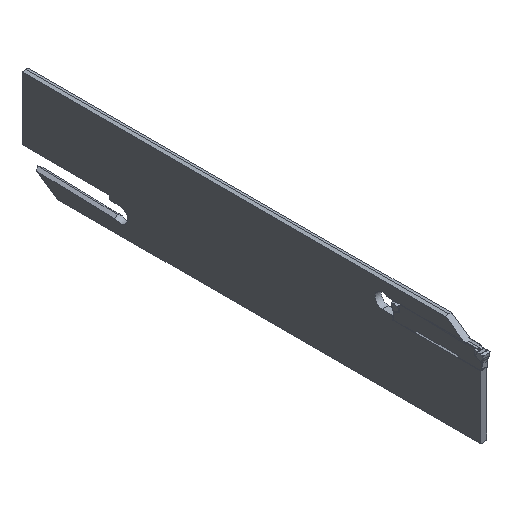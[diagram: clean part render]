
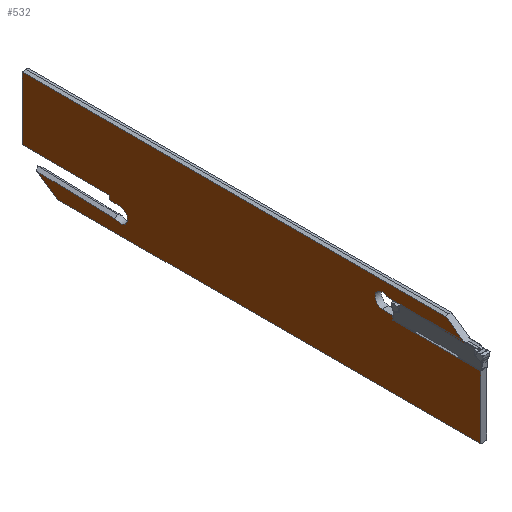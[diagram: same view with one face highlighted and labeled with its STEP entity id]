
A CAD part, isometric view. The second image highlights one B-rep face of the part: STEP entity #532.
In plain terms, the highlighted planar face has unit normal (-1, 0, 0).
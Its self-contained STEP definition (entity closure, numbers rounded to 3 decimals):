
#137=PLANE('',#4294);
#532=ADVANCED_FACE('',(#846),#137,.F.);
#846=FACE_OUTER_BOUND('',#1094,.T.);
#1094=EDGE_LOOP('',(#2719,#2720,#2721,#2722,#2723,#2724,#2725,#2726,#2727,
#2728,#2729,#2730,#2731,#2732,#2733,#2734));
#1219=CIRCLE('',#4292,2.);
#1220=CIRCLE('',#4293,2.);
#1369=LINE('',#9328,#1567);
#1370=LINE('',#9330,#1568);
#1371=LINE('',#9332,#1569);
#1372=LINE('',#9334,#1570);
#1373=LINE('',#9336,#1571);
#1374=LINE('',#9338,#1572);
#1375=LINE('',#9340,#1573);
#1376=LINE('',#9344,#1574);
#1377=LINE('',#9346,#1575);
#1378=LINE('',#9348,#1576);
#1379=LINE('',#9350,#1577);
#1380=LINE('',#9352,#1578);
#1381=LINE('',#9354,#1579);
#1382=LINE('',#9356,#1580);
#1567=VECTOR('',#4931,1.);
#1568=VECTOR('',#4932,1.);
#1569=VECTOR('',#4933,1.);
#1570=VECTOR('',#4934,1.);
#1571=VECTOR('',#4935,1.);
#1572=VECTOR('',#4936,1.);
#1573=VECTOR('',#4937,1.);
#1574=VECTOR('',#4940,1.);
#1575=VECTOR('',#4941,1.);
#1576=VECTOR('',#4942,1.);
#1577=VECTOR('',#4943,1.);
#1578=VECTOR('',#4944,1.);
#1579=VECTOR('',#4945,1.);
#1580=VECTOR('',#4946,1.);
#2719=ORIENTED_EDGE('',*,*,#3765,.T.);
#2720=ORIENTED_EDGE('',*,*,#3766,.T.);
#2721=ORIENTED_EDGE('',*,*,#3767,.T.);
#2722=ORIENTED_EDGE('',*,*,#3768,.F.);
#2723=ORIENTED_EDGE('',*,*,#3769,.F.);
#2724=ORIENTED_EDGE('',*,*,#3770,.T.);
#2725=ORIENTED_EDGE('',*,*,#3771,.F.);
#2726=ORIENTED_EDGE('',*,*,#3772,.T.);
#2727=ORIENTED_EDGE('',*,*,#3773,.T.);
#2728=ORIENTED_EDGE('',*,*,#3774,.T.);
#2729=ORIENTED_EDGE('',*,*,#3775,.T.);
#2730=ORIENTED_EDGE('',*,*,#3776,.T.);
#2731=ORIENTED_EDGE('',*,*,#3777,.F.);
#2732=ORIENTED_EDGE('',*,*,#3778,.T.);
#2733=ORIENTED_EDGE('',*,*,#3779,.F.);
#2734=ORIENTED_EDGE('',*,*,#3780,.T.);
#3175=VERTEX_POINT('',#9326);
#3176=VERTEX_POINT('',#9327);
#3177=VERTEX_POINT('',#9329);
#3178=VERTEX_POINT('',#9331);
#3179=VERTEX_POINT('',#9333);
#3180=VERTEX_POINT('',#9335);
#3181=VERTEX_POINT('',#9337);
#3182=VERTEX_POINT('',#9339);
#3183=VERTEX_POINT('',#9341);
#3184=VERTEX_POINT('',#9343);
#3185=VERTEX_POINT('',#9345);
#3186=VERTEX_POINT('',#9347);
#3187=VERTEX_POINT('',#9349);
#3188=VERTEX_POINT('',#9351);
#3189=VERTEX_POINT('',#9353);
#3190=VERTEX_POINT('',#9355);
#3765=EDGE_CURVE('',#3175,#3176,#1219,.T.);
#3766=EDGE_CURVE('',#3176,#3177,#1369,.T.);
#3767=EDGE_CURVE('',#3177,#3178,#1370,.T.);
#3768=EDGE_CURVE('',#3179,#3178,#1371,.T.);
#3769=EDGE_CURVE('',#3180,#3179,#1372,.T.);
#3770=EDGE_CURVE('',#3180,#3181,#1373,.T.);
#3771=EDGE_CURVE('',#3182,#3181,#1374,.T.);
#3772=EDGE_CURVE('',#3182,#3183,#1375,.T.);
#3773=EDGE_CURVE('',#3183,#3184,#1220,.T.);
#3774=EDGE_CURVE('',#3184,#3185,#1376,.T.);
#3775=EDGE_CURVE('',#3185,#3186,#1377,.T.);
#3776=EDGE_CURVE('',#3186,#3187,#1378,.T.);
#3777=EDGE_CURVE('',#3188,#3187,#1379,.T.);
#3778=EDGE_CURVE('',#3188,#3189,#1380,.T.);
#3779=EDGE_CURVE('',#3190,#3189,#1381,.T.);
#3780=EDGE_CURVE('',#3190,#3175,#1382,.T.);
#4292=AXIS2_PLACEMENT_3D('',#9325,#4929,#4930);
#4293=AXIS2_PLACEMENT_3D('',#9342,#4938,#4939);
#4294=AXIS2_PLACEMENT_3D('',#9357,#4947,#4948);
#4929=DIRECTION('',(1.,0.,0.));
#4930=DIRECTION('',(0.,0.,1.));
#4931=DIRECTION('',(0.,1.,0.026));
#4932=DIRECTION('',(0.,-0.819,-0.574));
#4933=DIRECTION('',(0.,1.,0.));
#4934=DIRECTION('',(0.,0.,-1.));
#4935=DIRECTION('',(0.,1.,0.));
#4936=DIRECTION('',(0.,0.,-1.));
#4937=DIRECTION('',(0.,1.,0.026));
#4938=DIRECTION('',(1.,0.,0.));
#4939=DIRECTION('',(0.,0.,-1.));
#4940=DIRECTION('',(0.,-1.,-0.026));
#4941=DIRECTION('',(0.,0.819,0.574));
#4942=DIRECTION('',(0.,1.,0.));
#4943=DIRECTION('',(0.,0.,1.));
#4944=DIRECTION('',(0.,-1.,0.));
#4945=DIRECTION('',(0.,0.,1.));
#4946=DIRECTION('',(0.,-1.,-0.026));
#4947=DIRECTION('',(1.,0.,0.));
#4948=DIRECTION('',(0.,0.,-1.));
#9325=CARTESIAN_POINT('',(0.,35.52,5.299));
#9326=CARTESIAN_POINT('',(0.,35.468,7.299));
#9327=CARTESIAN_POINT('',(0.,36.703,3.687));
#9328=CARTESIAN_POINT('',(0.,61.998,4.349));
#9329=CARTESIAN_POINT('',(0.,58.095,4.247));
#9330=CARTESIAN_POINT('',(0.,57.6,3.9));
#9331=CARTESIAN_POINT('',(0.,52.681,0.456));
#9332=CARTESIAN_POINT('',(0.,-62.1,0.456));
#9333=CARTESIAN_POINT('',(0.,-62.1,0.456));
#9334=CARTESIAN_POINT('',(0.,-62.1,25.544));
#9335=CARTESIAN_POINT('',(0.,-62.1,17.514));
#9336=CARTESIAN_POINT('',(0.,-62.1,17.514));
#9337=CARTESIAN_POINT('',(0.,-38.37,17.514));
#9338=CARTESIAN_POINT('',(0.,-38.37,25.544));
#9339=CARTESIAN_POINT('',(0.,-38.37,18.625));
#9340=CARTESIAN_POINT('',(0.,-61.903,18.009));
#9341=CARTESIAN_POINT('',(0.,-35.468,18.701));
#9342=CARTESIAN_POINT('',(0.,-35.52,20.701));
#9343=CARTESIAN_POINT('',(0.,-36.703,22.313));
#9344=CARTESIAN_POINT('',(0.,-61.998,21.651));
#9345=CARTESIAN_POINT('',(0.,-58.095,21.753));
#9346=CARTESIAN_POINT('',(0.,-57.6,22.1));
#9347=CARTESIAN_POINT('',(0.,-52.681,25.544));
#9348=CARTESIAN_POINT('',(0.,-62.1,25.544));
#9349=CARTESIAN_POINT('',(0.,62.1,25.544));
#9350=CARTESIAN_POINT('',(0.,62.1,0.456));
#9351=CARTESIAN_POINT('',(0.,62.1,8.486));
#9352=CARTESIAN_POINT('',(0.,62.1,8.486));
#9353=CARTESIAN_POINT('',(0.,38.37,8.486));
#9354=CARTESIAN_POINT('',(0.,38.37,0.456));
#9355=CARTESIAN_POINT('',(0.,38.37,7.375));
#9356=CARTESIAN_POINT('',(0.,61.903,7.991));
#9357=CARTESIAN_POINT('',(0.,-62.1,25.544));
